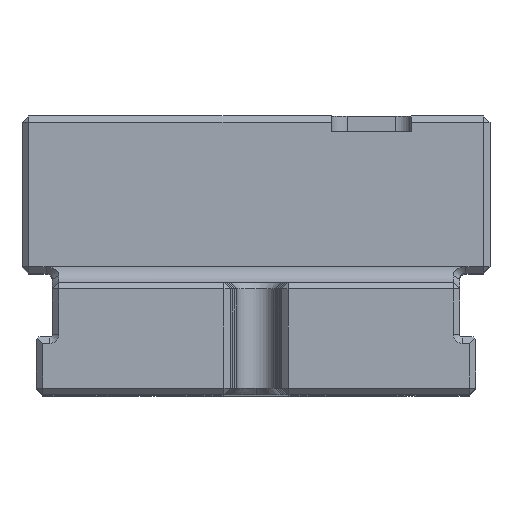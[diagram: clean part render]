
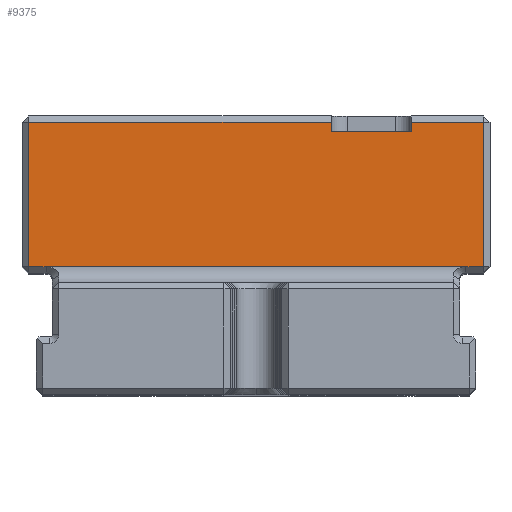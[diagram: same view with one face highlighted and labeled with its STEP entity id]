
A CAD part, top view. The second image highlights one B-rep face of the part: STEP entity #9375.
In plain terms, the highlighted planar face has unit normal (0, 0, 1).
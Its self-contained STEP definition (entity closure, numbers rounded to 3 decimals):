
#155 = VERTEX_POINT ( 'NONE', #4165 ) ;
#169 = LINE ( 'NONE', #7663, #6023 ) ;
#201 = EDGE_CURVE ( 'NONE', #5046, #2076, #9327, .T. ) ;
#383 = EDGE_CURVE ( 'NONE', #155, #7837, #10436, .T. ) ;
#491 = LINE ( 'NONE', #7118, #2315 ) ;
#580 = CARTESIAN_POINT ( 'NONE',  ( -73., 85., 90. ) ) ;
#584 = VERTEX_POINT ( 'NONE', #6641 ) ;
#637 = DIRECTION ( 'NONE',  ( -1., 0., 0. ) ) ;
#782 = VERTEX_POINT ( 'NONE', #9959 ) ;
#877 = VECTOR ( 'NONE', #8831, 1000. ) ;
#1407 = VECTOR ( 'NONE', #8988, 1000. ) ;
#1960 = EDGE_CURVE ( 'NONE', #584, #2076, #6285, .T. ) ;
#2056 = VECTOR ( 'NONE', #2717, 1000. ) ;
#2076 = VERTEX_POINT ( 'NONE', #8117 ) ;
#2162 = ORIENTED_EDGE ( 'NONE', *, *, #6574, .T. ) ;
#2216 = VERTEX_POINT ( 'NONE', #6331 ) ;
#2265 = LINE ( 'NONE', #5652, #877 ) ;
#2315 = VECTOR ( 'NONE', #8569, 1000. ) ;
#2398 = VECTOR ( 'NONE', #637, 1000. ) ;
#2567 = FACE_OUTER_BOUND ( 'NONE', #3535, .T. ) ;
#2595 = CARTESIAN_POINT ( 'NONE',  ( -65.48, 40., 90. ) ) ;
#2717 = DIRECTION ( 'NONE',  ( 0., 1., 0. ) ) ;
#3024 = EDGE_CURVE ( 'NONE', #782, #7650, #491, .T. ) ;
#3095 = EDGE_CURVE ( 'NONE', #782, #5046, #3179, .T. ) ;
#3179 = LINE ( 'NONE', #8026, #6436 ) ;
#3288 = VECTOR ( 'NONE', #3933, 1000. ) ;
#3406 = DIRECTION ( 'NONE',  ( 1., 0., 0. ) ) ;
#3535 = EDGE_LOOP ( 'NONE', ( #3928, #8970, #8880, #9981, #5904, #7027, #2162, #7812, #9455, #9169 ) ) ;
#3605 = EDGE_CURVE ( 'NONE', #2216, #155, #7412, .T. ) ;
#3928 = ORIENTED_EDGE ( 'NONE', *, *, #3095, .F. ) ;
#3933 = DIRECTION ( 'NONE',  ( -1., 0., 0. ) ) ;
#3989 = DIRECTION ( 'NONE',  ( 1., 0., 0. ) ) ;
#4165 = CARTESIAN_POINT ( 'NONE',  ( -71., 40., 90. ) ) ;
#4305 = CARTESIAN_POINT ( 'NONE',  ( 48.5, 82., 90. ) ) ;
#5046 = VERTEX_POINT ( 'NONE', #4305 ) ;
#5091 = DIRECTION ( 'NONE',  ( -1., 0., 0. ) ) ;
#5167 = VERTEX_POINT ( 'NONE', #6495 ) ;
#5652 = CARTESIAN_POINT ( 'NONE',  ( 71., 90., 90. ) ) ;
#5704 = LINE ( 'NONE', #7224, #1407 ) ;
#5782 = DIRECTION ( 'NONE',  ( 0., -1., 0. ) ) ;
#5847 = VERTEX_POINT ( 'NONE', #7112 ) ;
#5904 = ORIENTED_EDGE ( 'NONE', *, *, #383, .T. ) ;
#6023 = VECTOR ( 'NONE', #3406, 1000. ) ;
#6285 = LINE ( 'NONE', #580, #2398 ) ;
#6331 = CARTESIAN_POINT ( 'NONE',  ( -71., 85., 90. ) ) ;
#6436 = VECTOR ( 'NONE', #3989, 1000. ) ;
#6495 = CARTESIAN_POINT ( 'NONE',  ( 65.478, 40., 90. ) ) ;
#6547 = VECTOR ( 'NONE', #10212, 1000. ) ;
#6574 = EDGE_CURVE ( 'NONE', #5167, #5847, #169, .T. ) ;
#6641 = CARTESIAN_POINT ( 'NONE',  ( 71., 85., 90. ) ) ;
#6709 = EDGE_CURVE ( 'NONE', #7650, #2216, #9643, .T. ) ;
#6721 = EDGE_CURVE ( 'NONE', #5847, #584, #2265, .T. ) ;
#6758 = EDGE_CURVE ( 'NONE', #7837, #5167, #5704, .T. ) ;
#7027 = ORIENTED_EDGE ( 'NONE', *, *, #6758, .T. ) ;
#7112 = CARTESIAN_POINT ( 'NONE',  ( 71., 40., 90. ) ) ;
#7118 = CARTESIAN_POINT ( 'NONE',  ( 23.5, 82., 90. ) ) ;
#7224 = CARTESIAN_POINT ( 'NONE',  ( -138.192, 40., 90. ) ) ;
#7300 = CARTESIAN_POINT ( 'NONE',  ( -71., 90., 90. ) ) ;
#7412 = LINE ( 'NONE', #7300, #9763 ) ;
#7465 = PLANE ( 'NONE',  #7843 ) ;
#7523 = CARTESIAN_POINT ( 'NONE',  ( -138.192, 90., 90. ) ) ;
#7650 = VERTEX_POINT ( 'NONE', #9596 ) ;
#7663 = CARTESIAN_POINT ( 'NONE',  ( -138.192, 40., 90. ) ) ;
#7773 = CARTESIAN_POINT ( 'NONE',  ( 48.5, 82., 90. ) ) ;
#7812 = ORIENTED_EDGE ( 'NONE', *, *, #6721, .T. ) ;
#7837 = VERTEX_POINT ( 'NONE', #2595 ) ;
#7843 = AXIS2_PLACEMENT_3D ( 'NONE', #7523, #8378, #5091 ) ;
#8026 = CARTESIAN_POINT ( 'NONE',  ( 23.5, 82., 90. ) ) ;
#8117 = CARTESIAN_POINT ( 'NONE',  ( 48.5, 85., 90. ) ) ;
#8378 = DIRECTION ( 'NONE',  ( 0., 0., -1. ) ) ;
#8569 = DIRECTION ( 'NONE',  ( 0., 1., 0. ) ) ;
#8795 = CARTESIAN_POINT ( 'NONE',  ( -138.192, 40., 90. ) ) ;
#8831 = DIRECTION ( 'NONE',  ( 0., 1., 0. ) ) ;
#8880 = ORIENTED_EDGE ( 'NONE', *, *, #6709, .T. ) ;
#8885 = CARTESIAN_POINT ( 'NONE',  ( -73., 85., 90. ) ) ;
#8970 = ORIENTED_EDGE ( 'NONE', *, *, #3024, .T. ) ;
#8988 = DIRECTION ( 'NONE',  ( 1., 0., 0. ) ) ;
#9169 = ORIENTED_EDGE ( 'NONE', *, *, #201, .F. ) ;
#9327 = LINE ( 'NONE', #7773, #2056 ) ;
#9375 = ADVANCED_FACE ( 'NONE', ( #2567 ), #7465, .F. ) ;
#9455 = ORIENTED_EDGE ( 'NONE', *, *, #1960, .T. ) ;
#9596 = CARTESIAN_POINT ( 'NONE',  ( 23.5, 85., 90. ) ) ;
#9643 = LINE ( 'NONE', #8885, #3288 ) ;
#9763 = VECTOR ( 'NONE', #5782, 1000. ) ;
#9959 = CARTESIAN_POINT ( 'NONE',  ( 23.5, 82., 90. ) ) ;
#9981 = ORIENTED_EDGE ( 'NONE', *, *, #3605, .T. ) ;
#10212 = DIRECTION ( 'NONE',  ( 1., 0., 0. ) ) ;
#10436 = LINE ( 'NONE', #8795, #6547 ) ;
